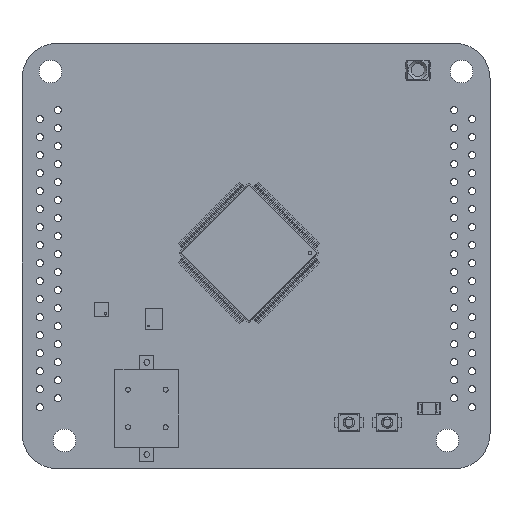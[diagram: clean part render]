
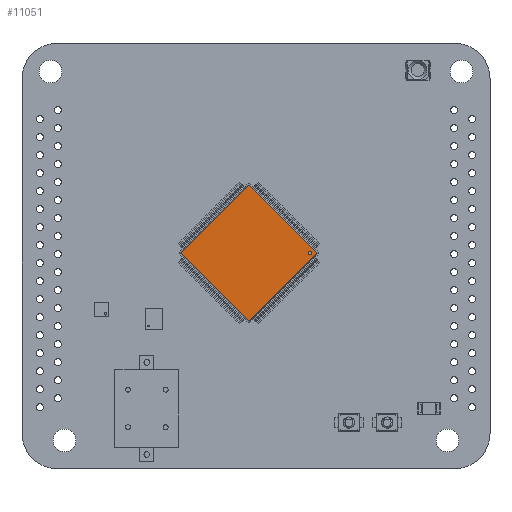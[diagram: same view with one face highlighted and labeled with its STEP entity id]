
A CAD part, top view. The second image highlights one B-rep face of the part: STEP entity #11051.
In plain terms, the highlighted planar face has unit normal (0, 0, 1).
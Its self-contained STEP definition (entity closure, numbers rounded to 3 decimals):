
#8761 = VERTEX_POINT('',#8762);
#8762 = CARTESIAN_POINT('',(-6.702,6.746,1.5));
#8779 = EDGE_CURVE('',#8761,#8780,#8782,.T.);
#8780 = VERTEX_POINT('',#8781);
#8781 = CARTESIAN_POINT('',(6.702,6.746,1.5));
#8782 = B_SPLINE_CURVE_WITH_KNOTS('',2,(#8783,#8784,#8785,#8786,#8787),
  .UNSPECIFIED.,.F.,.F.,(3,1,1,3),(-0.698,-0.04,
    13.477,14.135),.UNSPECIFIED.);
#8783 = CARTESIAN_POINT('',(-7.417,6.746,1.5));
#8784 = CARTESIAN_POINT('',(-7.088,6.746,1.5));
#8785 = CARTESIAN_POINT('',(0.,6.746,1.5));
#8786 = CARTESIAN_POINT('',(7.088,6.746,1.5));
#8787 = CARTESIAN_POINT('',(7.417,6.746,1.5));
#10965 = EDGE_CURVE('',#8780,#10966,#10968,.T.);
#10966 = VERTEX_POINT('',#10967);
#10967 = CARTESIAN_POINT('',(6.746,6.702,1.5));
#10968 = B_SPLINE_CURVE_WITH_KNOTS('',2,(#10969,#10970,#10971,#10972,
    #10973),.UNSPECIFIED.,.F.,.F.,(3,1,1,3),(-0.29,
    -0.04,0.137,0.386),.UNSPECIFIED.);
#10969 = CARTESIAN_POINT('',(6.485,6.963,1.5));
#10970 = CARTESIAN_POINT('',(6.574,6.875,1.5));
#10971 = CARTESIAN_POINT('',(6.724,6.724,1.5));
#10972 = CARTESIAN_POINT('',(6.875,6.574,1.5));
#10973 = CARTESIAN_POINT('',(6.963,6.485,1.5));
#11008 = VERTEX_POINT('',#11009);
#11009 = CARTESIAN_POINT('',(-6.746,6.702,1.5));
#11026 = EDGE_CURVE('',#11008,#8761,#11027,.T.);
#11027 = B_SPLINE_CURVE_WITH_KNOTS('',2,(#11028,#11029,#11030,#11031,
    #11032),.UNSPECIFIED.,.F.,.F.,(3,1,1,3),(-0.29,
    -0.04,0.137,0.386),.UNSPECIFIED.);
#11028 = CARTESIAN_POINT('',(-6.963,6.485,1.5));
#11029 = CARTESIAN_POINT('',(-6.875,6.574,1.5));
#11030 = CARTESIAN_POINT('',(-6.724,6.724,1.5));
#11031 = CARTESIAN_POINT('',(-6.574,6.875,1.5));
#11032 = CARTESIAN_POINT('',(-6.485,6.963,1.5));
#11051 = ADVANCED_FACE('',(#11052,#11105),#11116,.T.);
#11052 = FACE_BOUND('',#11053,.T.);
#11053 = EDGE_LOOP('',(#11054,#11055,#11056,#11066,#11076,#11086,#11096,
    #11104));
#11054 = ORIENTED_EDGE('',*,*,#8779,.F.);
#11055 = ORIENTED_EDGE('',*,*,#11026,.F.);
#11056 = ORIENTED_EDGE('',*,*,#11057,.F.);
#11057 = EDGE_CURVE('',#11058,#11008,#11060,.T.);
#11058 = VERTEX_POINT('',#11059);
#11059 = CARTESIAN_POINT('',(-6.746,-6.702,1.5));
#11060 = B_SPLINE_CURVE_WITH_KNOTS('',2,(#11061,#11062,#11063,#11064,
    #11065),.UNSPECIFIED.,.F.,.F.,(3,1,1,3),(-0.698,
    -0.04,13.477,14.135),.UNSPECIFIED.);
#11061 = CARTESIAN_POINT('',(-6.746,-7.417,1.5));
#11062 = CARTESIAN_POINT('',(-6.746,-7.088,1.5));
#11063 = CARTESIAN_POINT('',(-6.746,0.,1.5));
#11064 = CARTESIAN_POINT('',(-6.746,7.088,1.5));
#11065 = CARTESIAN_POINT('',(-6.746,7.417,1.5));
#11066 = ORIENTED_EDGE('',*,*,#11067,.F.);
#11067 = EDGE_CURVE('',#11068,#11058,#11070,.T.);
#11068 = VERTEX_POINT('',#11069);
#11069 = CARTESIAN_POINT('',(-6.702,-6.746,1.5));
#11070 = B_SPLINE_CURVE_WITH_KNOTS('',2,(#11071,#11072,#11073,#11074,
    #11075),.UNSPECIFIED.,.F.,.F.,(3,1,1,3),(-0.29,
    -0.04,0.137,0.386),.UNSPECIFIED.);
#11071 = CARTESIAN_POINT('',(-6.485,-6.963,1.5));
#11072 = CARTESIAN_POINT('',(-6.574,-6.875,1.5));
#11073 = CARTESIAN_POINT('',(-6.724,-6.724,1.5));
#11074 = CARTESIAN_POINT('',(-6.875,-6.574,1.5));
#11075 = CARTESIAN_POINT('',(-6.963,-6.485,1.5));
#11076 = ORIENTED_EDGE('',*,*,#11077,.F.);
#11077 = EDGE_CURVE('',#11078,#11068,#11080,.T.);
#11078 = VERTEX_POINT('',#11079);
#11079 = CARTESIAN_POINT('',(6.702,-6.746,1.5));
#11080 = B_SPLINE_CURVE_WITH_KNOTS('',2,(#11081,#11082,#11083,#11084,
    #11085),.UNSPECIFIED.,.F.,.F.,(3,1,1,3),(-0.698,
    -0.04,13.477,14.135),.UNSPECIFIED.);
#11081 = CARTESIAN_POINT('',(7.417,-6.746,1.5));
#11082 = CARTESIAN_POINT('',(7.088,-6.746,1.5));
#11083 = CARTESIAN_POINT('',(0.,-6.746,1.5));
#11084 = CARTESIAN_POINT('',(-7.088,-6.746,1.5));
#11085 = CARTESIAN_POINT('',(-7.417,-6.746,1.5));
#11086 = ORIENTED_EDGE('',*,*,#11087,.F.);
#11087 = EDGE_CURVE('',#11088,#11078,#11090,.T.);
#11088 = VERTEX_POINT('',#11089);
#11089 = CARTESIAN_POINT('',(6.746,-6.702,1.5));
#11090 = B_SPLINE_CURVE_WITH_KNOTS('',2,(#11091,#11092,#11093,#11094,
    #11095),.UNSPECIFIED.,.F.,.F.,(3,1,1,3),(-0.29,
    -0.04,0.137,0.386),.UNSPECIFIED.);
#11091 = CARTESIAN_POINT('',(6.963,-6.485,1.5));
#11092 = CARTESIAN_POINT('',(6.875,-6.574,1.5));
#11093 = CARTESIAN_POINT('',(6.724,-6.724,1.5));
#11094 = CARTESIAN_POINT('',(6.574,-6.875,1.5));
#11095 = CARTESIAN_POINT('',(6.485,-6.963,1.5));
#11096 = ORIENTED_EDGE('',*,*,#11097,.F.);
#11097 = EDGE_CURVE('',#10966,#11088,#11098,.T.);
#11098 = B_SPLINE_CURVE_WITH_KNOTS('',2,(#11099,#11100,#11101,#11102,
    #11103),.UNSPECIFIED.,.F.,.F.,(3,1,1,3),(-0.698,
    -0.04,13.477,14.135),.UNSPECIFIED.);
#11099 = CARTESIAN_POINT('',(6.746,7.417,1.5));
#11100 = CARTESIAN_POINT('',(6.746,7.088,1.5));
#11101 = CARTESIAN_POINT('',(6.746,0.,1.5));
#11102 = CARTESIAN_POINT('',(6.746,-7.088,1.5));
#11103 = CARTESIAN_POINT('',(6.746,-7.417,1.5));
#11104 = ORIENTED_EDGE('',*,*,#10965,.F.);
#11105 = FACE_BOUND('',#11106,.T.);
#11106 = EDGE_LOOP('',(#11107));
#11107 = ORIENTED_EDGE('',*,*,#11108,.T.);
#11108 = EDGE_CURVE('',#11109,#11109,#11111,.T.);
#11109 = VERTEX_POINT('',#11110);
#11110 = CARTESIAN_POINT('',(-6.087,5.837,1.5));
#11111 = CIRCLE('',#11112,0.25);
#11112 = AXIS2_PLACEMENT_3D('',#11113,#11114,#11115);
#11113 = CARTESIAN_POINT('',(-6.087,6.087,1.5));
#11114 = DIRECTION('',(0.,-0.,-1.));
#11115 = DIRECTION('',(0.,-1.,0.));
#11116 = PLANE('',#11117);
#11117 = AXIS2_PLACEMENT_3D('',#11118,#11119,#11120);
#11118 = CARTESIAN_POINT('',(-6.718,6.787,1.5));
#11119 = DIRECTION('',(0.,0.,1.));
#11120 = DIRECTION('',(0.704,-0.711,0.));
